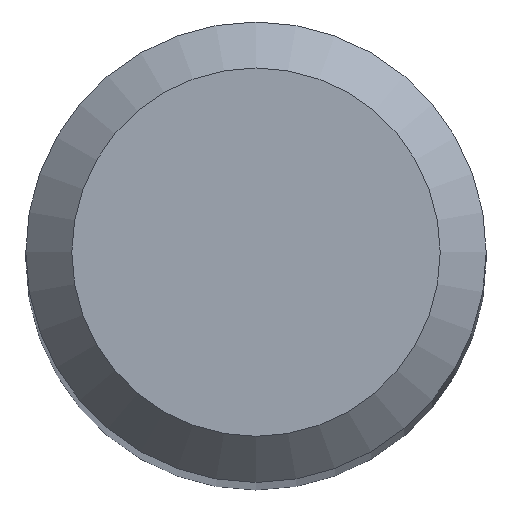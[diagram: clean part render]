
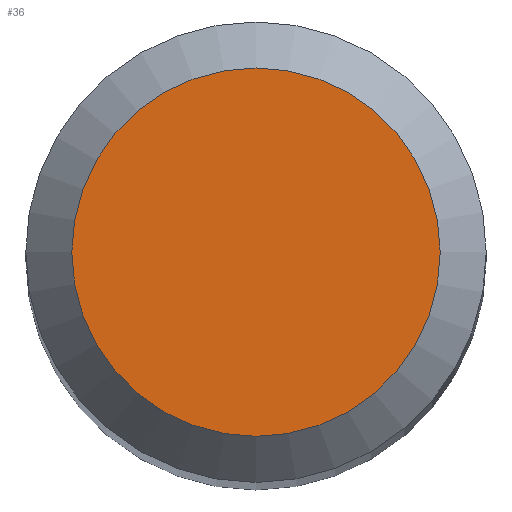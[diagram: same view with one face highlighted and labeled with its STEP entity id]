
A CAD part, top view. The second image highlights one B-rep face of the part: STEP entity #36.
In plain terms, the highlighted planar face has unit normal (0, 0, 1).
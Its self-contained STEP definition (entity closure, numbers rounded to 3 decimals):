
#26 = FACE_OUTER_BOUND ( 'NONE', #221, .T. ) ;
#27 = DIRECTION ( 'NONE',  ( 0., 0., -1. ) ) ;
#28 = VERTEX_POINT ( 'NONE', #45 ) ;
#36 = ADVANCED_FACE ( 'NONE', ( #26 ), #179, .F. ) ;
#42 = DIRECTION ( 'NONE',  ( 0., 1., 0. ) ) ;
#45 = CARTESIAN_POINT ( 'NONE',  ( 0., 1.2, 38. ) ) ;
#60 = CARTESIAN_POINT ( 'NONE',  ( 0., 0., 38. ) ) ;
#61 = DIRECTION ( 'NONE',  ( 0., 1., 0. ) ) ;
#79 = AXIS2_PLACEMENT_3D ( 'NONE', #60, #27, #61 ) ;
#81 = EDGE_CURVE ( 'NONE', #28, #28, #218, .T. ) ;
#165 = AXIS2_PLACEMENT_3D ( 'NONE', #217, #197, #42 ) ;
#179 = PLANE ( 'NONE',  #79 ) ;
#197 = DIRECTION ( 'NONE',  ( 0., 0., -1. ) ) ;
#217 = CARTESIAN_POINT ( 'NONE',  ( 0., 0., 38. ) ) ;
#218 = CIRCLE ( 'NONE', #165, 1.2 ) ;
#219 = ORIENTED_EDGE ( 'NONE', *, *, #81, .F. ) ;
#221 = EDGE_LOOP ( 'NONE', ( #219 ) ) ;
